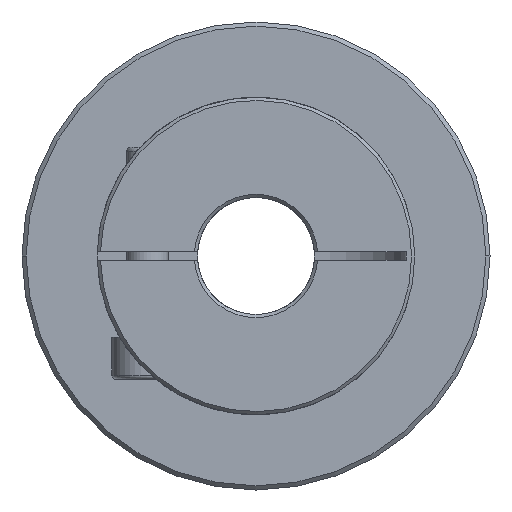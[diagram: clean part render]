
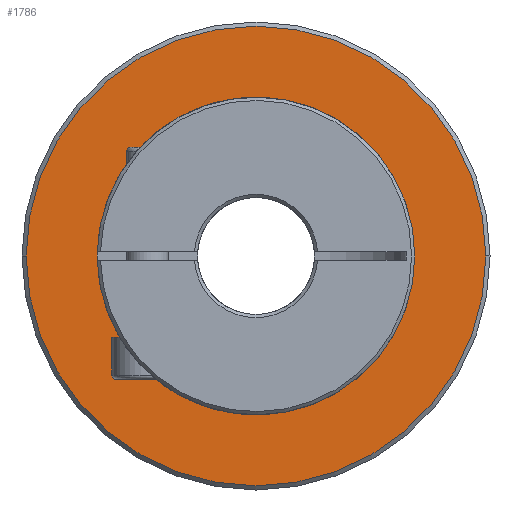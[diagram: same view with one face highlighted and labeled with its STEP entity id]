
A CAD part, left-side view. The second image highlights one B-rep face of the part: STEP entity #1786.
In plain terms, the highlighted planar face has unit normal (-1, 0, 0).
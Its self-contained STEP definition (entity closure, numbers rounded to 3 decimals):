
#191 = CARTESIAN_POINT ( 'NONE',  ( -8.869, 0., 0. ) ) ;
#193 = DIRECTION ( 'NONE',  ( 1., 0., 0. ) ) ;
#194 = DIRECTION ( 'NONE',  ( 0., -1., 0. ) ) ;
#315 = CARTESIAN_POINT ( 'NONE',  ( -8.869, 0., 0. ) ) ;
#316 = DIRECTION ( 'NONE',  ( 1., 0., 0. ) ) ;
#317 = DIRECTION ( 'NONE',  ( 0., -1., 0. ) ) ;
#345 = CIRCLE ( 'NONE', #3857, 27.5 ) ;
#368 = CIRCLE ( 'NONE', #3863, 19. ) ;
#430 = CIRCLE ( 'NONE', #3890, 19. ) ;
#461 = CIRCLE ( 'NONE', #3903, 27.5 ) ;
#693 = CARTESIAN_POINT ( 'NONE',  ( -8.869, 0., 0. ) ) ;
#706 = DIRECTION ( 'NONE',  ( 1., 0., 0. ) ) ;
#707 = DIRECTION ( 'NONE',  ( 0., -1., 0. ) ) ;
#771 = CARTESIAN_POINT ( 'NONE',  ( -8.869, 0., 0. ) ) ;
#774 = DIRECTION ( 'NONE',  ( 1., 0., 0. ) ) ;
#775 = DIRECTION ( 'NONE',  ( 0., -1., 0. ) ) ;
#1786 = ADVANCED_FACE ( 'NONE', ( #3313, #3316 ), #3612, .T. ) ;
#1812 = VERTEX_POINT ( 'NONE', #3655 ) ;
#1813 = VERTEX_POINT ( 'NONE', #3656 ) ;
#1875 = VERTEX_POINT ( 'NONE', #3718 ) ;
#1876 = VERTEX_POINT ( 'NONE', #3719 ) ;
#2238 = EDGE_CURVE ( 'NONE', #1876, #1875, #345, .T. ) ;
#2256 = EDGE_CURVE ( 'NONE', #1813, #1812, #368, .T. ) ;
#2303 = EDGE_CURVE ( 'NONE', #1812, #1813, #430, .T. ) ;
#2328 = EDGE_CURVE ( 'NONE', #1875, #1876, #461, .T. ) ;
#2521 = EDGE_LOOP ( 'NONE', ( #2956, #2957 ) ) ;
#2536 = EDGE_LOOP ( 'NONE', ( #2958, #2959 ) ) ;
#2956 = ORIENTED_EDGE ( 'NONE', *, *, #2256, .T. ) ;
#2957 = ORIENTED_EDGE ( 'NONE', *, *, #2303, .T. ) ;
#2958 = ORIENTED_EDGE ( 'NONE', *, *, #2238, .F. ) ;
#2959 = ORIENTED_EDGE ( 'NONE', *, *, #2328, .F. ) ;
#3313 = FACE_BOUND ( 'NONE', #2521, .T. ) ;
#3316 = FACE_OUTER_BOUND ( 'NONE', #2536, .T. ) ;
#3611 = CARTESIAN_POINT ( 'NONE',  ( -8.869, 0., 0. ) ) ;
#3612 = PLANE ( 'NONE',  #3814 ) ;
#3614 = DIRECTION ( 'NONE',  ( -1., 0., 0. ) ) ;
#3615 = DIRECTION ( 'NONE',  ( 0., -1., 0. ) ) ;
#3655 = CARTESIAN_POINT ( 'NONE',  ( -8.869, -19., 0. ) ) ;
#3656 = CARTESIAN_POINT ( 'NONE',  ( -8.869, 19., 0. ) ) ;
#3718 = CARTESIAN_POINT ( 'NONE',  ( -8.869, -27.5, 0. ) ) ;
#3719 = CARTESIAN_POINT ( 'NONE',  ( -8.869, 27.5, 0. ) ) ;
#3814 = AXIS2_PLACEMENT_3D ( 'NONE', #3611, #3614, #3615 ) ;
#3857 = AXIS2_PLACEMENT_3D ( 'NONE', #191, #193, #194 ) ;
#3863 = AXIS2_PLACEMENT_3D ( 'NONE', #315, #316, #317 ) ;
#3890 = AXIS2_PLACEMENT_3D ( 'NONE', #693, #706, #707 ) ;
#3903 = AXIS2_PLACEMENT_3D ( 'NONE', #771, #774, #775 ) ;
